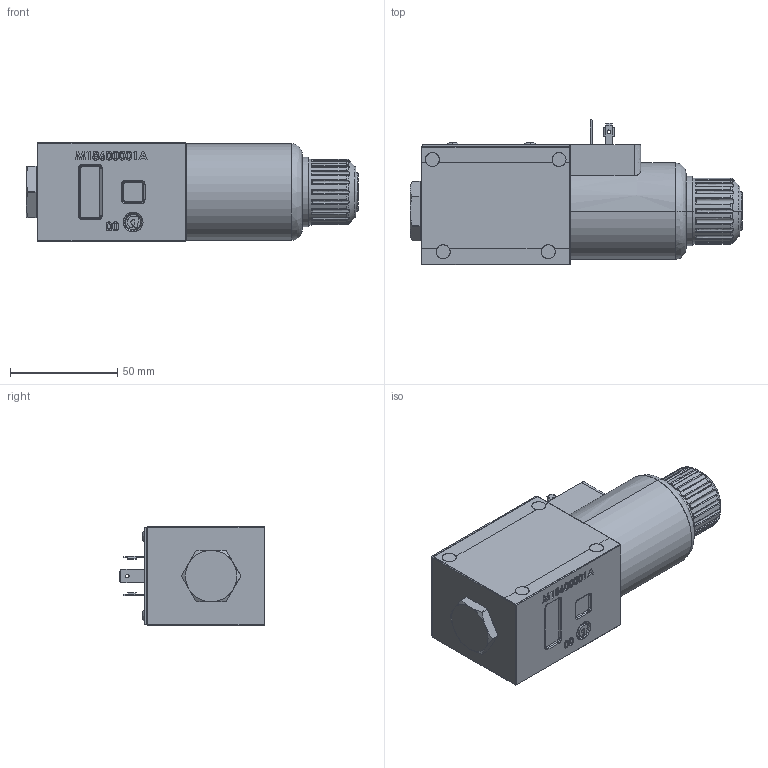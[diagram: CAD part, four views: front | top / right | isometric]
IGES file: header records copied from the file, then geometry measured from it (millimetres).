
Start section: SolidWorks IGES file using analytic representation for surfaces
Global section: file name: CD3UE-----2.igs; native system: SolidWorks 2012; preprocessor: SolidWorks 2012; author: serviziopdm; date: 131009.230411; units: millimetre
Bounding box: 154.7 x 67.85 x 46.08 mm (x, y, z)
Surface area: 49778.7 mm2 (no closed solid volume)
Topology: 0 solids, 0 shells, 615 faces, 9917 edges, 9905 vertices
Faces by surface type: bspline 408, revolution 207
